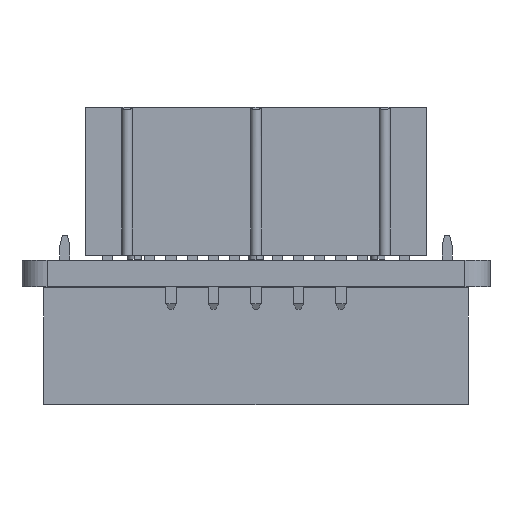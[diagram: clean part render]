
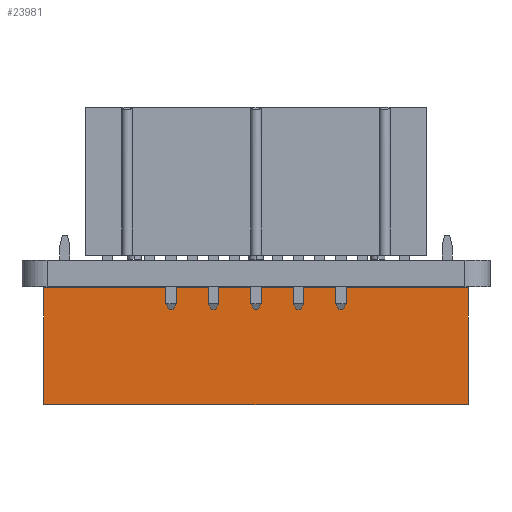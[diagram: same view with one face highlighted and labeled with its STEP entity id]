
A CAD part, front view. The second image highlights one B-rep face of the part: STEP entity #23981.
In plain terms, the highlighted face is planar.
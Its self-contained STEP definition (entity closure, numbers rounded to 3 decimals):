
#16975 = PLANE('',#16976);
#16976 = AXIS2_PLACEMENT_3D('',#16977,#16978,#16979);
#16977 = CARTESIAN_POINT('',(-3.81,-24.13,0.));
#16978 = DIRECTION('',(0.,1.,0.));
#16979 = DIRECTION('',(1.,0.,0.));
#17003 = PLANE('',#17004);
#17004 = AXIS2_PLACEMENT_3D('',#17005,#17006,#17007);
#17005 = CARTESIAN_POINT('',(1.27,-24.13,7.));
#17006 = DIRECTION('',(0.,0.,-1.));
#17007 = DIRECTION('',(0.,-1.,0.));
#17031 = PLANE('',#17032);
#17032 = AXIS2_PLACEMENT_3D('',#17033,#17034,#17035);
#17033 = CARTESIAN_POINT('',(1.27,1.27,0.));
#17034 = DIRECTION('',(0.,-1.,0.));
#17035 = DIRECTION('',(-1.,0.,0.));
#17073 = VERTEX_POINT('',#17074);
#17074 = CARTESIAN_POINT('',(-3.81,-24.13,0.));
#17090 = PLANE('',#17091);
#17091 = AXIS2_PLACEMENT_3D('',#17092,#17093,#17094);
#17092 = CARTESIAN_POINT('',(1.27,-24.13,0.));
#17093 = DIRECTION('',(0.,0.,-1.));
#17094 = DIRECTION('',(0.,-1.,0.));
#17102 = EDGE_CURVE('',#17073,#17103,#17105,.T.);
#17103 = VERTEX_POINT('',#17104);
#17104 = CARTESIAN_POINT('',(-3.81,-24.13,7.));
#17105 = SURFACE_CURVE('',#17106,(#17110,#17117),.PCURVE_S1.);
#17106 = LINE('',#17107,#17108);
#17107 = CARTESIAN_POINT('',(-3.81,-24.13,0.));
#17108 = VECTOR('',#17109,1.);
#17109 = DIRECTION('',(0.,0.,1.));
#17110 = PCURVE('',#16975,#17111);
#17111 = DEFINITIONAL_REPRESENTATION('',(#17112),#17116);
#17112 = LINE('',#17113,#17114);
#17113 = CARTESIAN_POINT('',(0.,0.));
#17114 = VECTOR('',#17115,1.);
#17115 = DIRECTION('',(0.,-1.));
#17116 = ( GEOMETRIC_REPRESENTATION_CONTEXT(2) 
PARAMETRIC_REPRESENTATION_CONTEXT() REPRESENTATION_CONTEXT('2D SPACE',''
  ) );
#17117 = PCURVE('',#17118,#17123);
#17118 = PLANE('',#17119);
#17119 = AXIS2_PLACEMENT_3D('',#17120,#17121,#17122);
#17120 = CARTESIAN_POINT('',(-3.81,1.27,0.));
#17121 = DIRECTION('',(1.,0.,0.));
#17122 = DIRECTION('',(0.,-1.,0.));
#17123 = DEFINITIONAL_REPRESENTATION('',(#17124),#17128);
#17124 = LINE('',#17125,#17126);
#17125 = CARTESIAN_POINT('',(25.4,0.));
#17126 = VECTOR('',#17127,1.);
#17127 = DIRECTION('',(0.,-1.));
#17128 = ( GEOMETRIC_REPRESENTATION_CONTEXT(2) 
PARAMETRIC_REPRESENTATION_CONTEXT() REPRESENTATION_CONTEXT('2D SPACE',''
  ) );
#17285 = VERTEX_POINT('',#17286);
#17286 = CARTESIAN_POINT('',(-3.81,1.27,7.));
#17307 = EDGE_CURVE('',#17308,#17285,#17310,.T.);
#17308 = VERTEX_POINT('',#17309);
#17309 = CARTESIAN_POINT('',(-3.81,1.27,0.));
#17310 = SURFACE_CURVE('',#17311,(#17315,#17322),.PCURVE_S1.);
#17311 = LINE('',#17312,#17313);
#17312 = CARTESIAN_POINT('',(-3.81,1.27,0.));
#17313 = VECTOR('',#17314,1.);
#17314 = DIRECTION('',(0.,0.,1.));
#17315 = PCURVE('',#17031,#17316);
#17316 = DEFINITIONAL_REPRESENTATION('',(#17317),#17321);
#17317 = LINE('',#17318,#17319);
#17318 = CARTESIAN_POINT('',(5.08,0.));
#17319 = VECTOR('',#17320,1.);
#17320 = DIRECTION('',(0.,-1.));
#17321 = ( GEOMETRIC_REPRESENTATION_CONTEXT(2) 
PARAMETRIC_REPRESENTATION_CONTEXT() REPRESENTATION_CONTEXT('2D SPACE',''
  ) );
#17322 = PCURVE('',#17118,#17323);
#17323 = DEFINITIONAL_REPRESENTATION('',(#17324),#17328);
#17324 = LINE('',#17325,#17326);
#17325 = CARTESIAN_POINT('',(0.,0.));
#17326 = VECTOR('',#17327,1.);
#17327 = DIRECTION('',(0.,-1.));
#17328 = ( GEOMETRIC_REPRESENTATION_CONTEXT(2) 
PARAMETRIC_REPRESENTATION_CONTEXT() REPRESENTATION_CONTEXT('2D SPACE',''
  ) );
#17452 = EDGE_CURVE('',#17285,#17103,#17453,.T.);
#17453 = SURFACE_CURVE('',#17454,(#17458,#17465),.PCURVE_S1.);
#17454 = LINE('',#17455,#17456);
#17455 = CARTESIAN_POINT('',(-3.81,1.27,7.));
#17456 = VECTOR('',#17457,1.);
#17457 = DIRECTION('',(0.,-1.,0.));
#17458 = PCURVE('',#17003,#17459);
#17459 = DEFINITIONAL_REPRESENTATION('',(#17460),#17464);
#17460 = LINE('',#17461,#17462);
#17461 = CARTESIAN_POINT('',(-25.4,5.08));
#17462 = VECTOR('',#17463,1.);
#17463 = DIRECTION('',(1.,0.));
#17464 = ( GEOMETRIC_REPRESENTATION_CONTEXT(2) 
PARAMETRIC_REPRESENTATION_CONTEXT() REPRESENTATION_CONTEXT('2D SPACE',''
  ) );
#17465 = PCURVE('',#17118,#17466);
#17466 = DEFINITIONAL_REPRESENTATION('',(#17467),#17471);
#17467 = LINE('',#17468,#17469);
#17468 = CARTESIAN_POINT('',(0.,-7.));
#17469 = VECTOR('',#17470,1.);
#17470 = DIRECTION('',(1.,0.));
#17471 = ( GEOMETRIC_REPRESENTATION_CONTEXT(2) 
PARAMETRIC_REPRESENTATION_CONTEXT() REPRESENTATION_CONTEXT('2D SPACE',''
  ) );
#19779 = EDGE_CURVE('',#17308,#17073,#19780,.T.);
#19780 = SURFACE_CURVE('',#19781,(#19785,#19792),.PCURVE_S1.);
#19781 = LINE('',#19782,#19783);
#19782 = CARTESIAN_POINT('',(-3.81,1.27,0.));
#19783 = VECTOR('',#19784,1.);
#19784 = DIRECTION('',(0.,-1.,0.));
#19785 = PCURVE('',#17090,#19786);
#19786 = DEFINITIONAL_REPRESENTATION('',(#19787),#19791);
#19787 = LINE('',#19788,#19789);
#19788 = CARTESIAN_POINT('',(-25.4,5.08));
#19789 = VECTOR('',#19790,1.);
#19790 = DIRECTION('',(1.,0.));
#19791 = ( GEOMETRIC_REPRESENTATION_CONTEXT(2) 
PARAMETRIC_REPRESENTATION_CONTEXT() REPRESENTATION_CONTEXT('2D SPACE',''
  ) );
#19792 = PCURVE('',#17118,#19793);
#19793 = DEFINITIONAL_REPRESENTATION('',(#19794),#19798);
#19794 = LINE('',#19795,#19796);
#19795 = CARTESIAN_POINT('',(0.,0.));
#19796 = VECTOR('',#19797,1.);
#19797 = DIRECTION('',(1.,0.));
#19798 = ( GEOMETRIC_REPRESENTATION_CONTEXT(2) 
PARAMETRIC_REPRESENTATION_CONTEXT() REPRESENTATION_CONTEXT('2D SPACE',''
  ) );
#23981 = ADVANCED_FACE('',(#23982),#17118,.F.);
#23982 = FACE_BOUND('',#23983,.F.);
#23983 = EDGE_LOOP('',(#23984,#23985,#23986,#23987));
#23984 = ORIENTED_EDGE('',*,*,#17307,.T.);
#23985 = ORIENTED_EDGE('',*,*,#17452,.T.);
#23986 = ORIENTED_EDGE('',*,*,#17102,.F.);
#23987 = ORIENTED_EDGE('',*,*,#19779,.F.);
